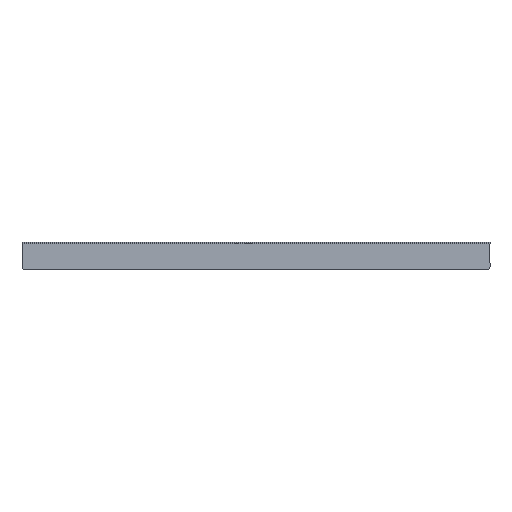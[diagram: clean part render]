
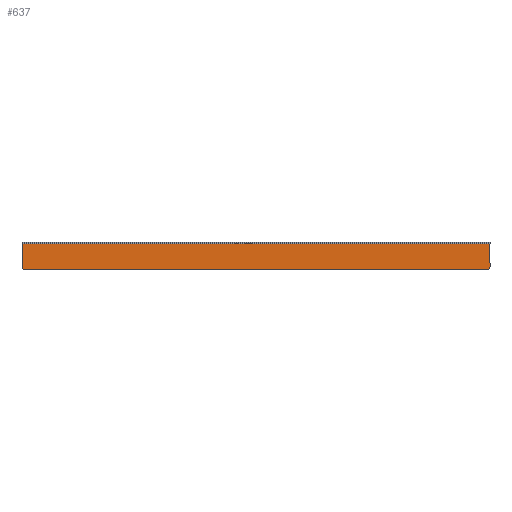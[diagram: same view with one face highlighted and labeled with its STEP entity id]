
A CAD part, front view. The second image highlights one B-rep face of the part: STEP entity #637.
In plain terms, the highlighted planar face has unit normal (0, -1, 0).
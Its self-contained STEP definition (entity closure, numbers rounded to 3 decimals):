
#17 = CARTESIAN_POINT ( 'NONE',  ( 222.5, 11.25, -25. ) ) ;
#22 = CARTESIAN_POINT ( 'NONE',  ( -219.5, 11.25, -22. ) ) ;
#23 = DIRECTION ( 'NONE',  ( 0., 0., -1. ) ) ;
#26 = DIRECTION ( 'NONE',  ( 0., -1., 0. ) ) ;
#36 = DIRECTION ( 'NONE',  ( 0., 0., -1. ) ) ;
#42 = DIRECTION ( 'NONE',  ( -1., 0., 0. ) ) ;
#47 = CARTESIAN_POINT ( 'NONE',  ( -222.5, 11.25, -25. ) ) ;
#52 = PLANE ( 'NONE',  #562 ) ;
#56 = CARTESIAN_POINT ( 'NONE',  ( 222.5, 11.25, 0. ) ) ;
#60 = DIRECTION ( 'NONE',  ( 0., 0., -1. ) ) ;
#66 = DIRECTION ( 'NONE',  ( 0., -1., 0. ) ) ;
#131 = VERTEX_POINT ( 'NONE', #261 ) ;
#132 = CARTESIAN_POINT ( 'NONE',  ( 219.5, 11.25, -25. ) ) ;
#134 = VERTEX_POINT ( 'NONE', #132 ) ;
#135 = VERTEX_POINT ( 'NONE', #167 ) ;
#137 = VERTEX_POINT ( 'NONE', #162 ) ;
#147 = VERTEX_POINT ( 'NONE', #166 ) ;
#162 = CARTESIAN_POINT ( 'NONE',  ( -222.5, 11.25, -0.1 ) ) ;
#166 = CARTESIAN_POINT ( 'NONE',  ( 222.5, 11.25, -22. ) ) ;
#167 = CARTESIAN_POINT ( 'NONE',  ( 222.5, 11.25, -0.1 ) ) ;
#177 = CARTESIAN_POINT ( 'NONE',  ( -219.5, 11.25, -25. ) ) ;
#187 = DIRECTION ( 'NONE',  ( 1., 0., 0. ) ) ;
#190 = CARTESIAN_POINT ( 'NONE',  ( -222.5, 11.25, -0.1 ) ) ;
#191 = CARTESIAN_POINT ( 'NONE',  ( 219.5, 11.25, -22. ) ) ;
#194 = DIRECTION ( 'NONE',  ( 0., -1., 0. ) ) ;
#197 = CARTESIAN_POINT ( 'NONE',  ( -222.5, 11.25, 0. ) ) ;
#203 = DIRECTION ( 'NONE',  ( 0., 0., 1. ) ) ;
#209 = DIRECTION ( 'NONE',  ( 0., 0., -1. ) ) ;
#260 = VERTEX_POINT ( 'NONE', #177 ) ;
#261 = CARTESIAN_POINT ( 'NONE',  ( -222.5, 11.25, -22. ) ) ;
#265 = FACE_OUTER_BOUND ( 'NONE', #451, .T. ) ;
#288 = VECTOR ( 'NONE', #203, 1000. ) ;
#290 = VECTOR ( 'NONE', #187, 1000. ) ;
#310 = LINE ( 'NONE', #197, #288 ) ;
#318 = VECTOR ( 'NONE', #23, 1000. ) ;
#349 = CIRCLE ( 'NONE', #567, 3. ) ;
#365 = LINE ( 'NONE', #17, #318 ) ;
#375 = CIRCLE ( 'NONE', #591, 3. ) ;
#385 = LINE ( 'NONE', #47, #386 ) ;
#386 = VECTOR ( 'NONE', #42, 1000. ) ;
#409 = LINE ( 'NONE', #190, #290 ) ;
#417 = ORIENTED_EDGE ( 'NONE', *, *, #595, .F. ) ;
#418 = ORIENTED_EDGE ( 'NONE', *, *, #574, .T. ) ;
#433 = ORIENTED_EDGE ( 'NONE', *, *, #623, .F. ) ;
#436 = ORIENTED_EDGE ( 'NONE', *, *, #626, .T. ) ;
#451 = EDGE_LOOP ( 'NONE', ( #507, #418, #433, #496, #417, #436 ) ) ;
#496 = ORIENTED_EDGE ( 'NONE', *, *, #572, .F. ) ;
#507 = ORIENTED_EDGE ( 'NONE', *, *, #631, .F. ) ;
#562 = AXIS2_PLACEMENT_3D ( 'NONE', #56, #66, #60 ) ;
#567 = AXIS2_PLACEMENT_3D ( 'NONE', #191, #194, #209 ) ;
#572 = EDGE_CURVE ( 'NONE', #137, #135, #409, .T. ) ;
#574 = EDGE_CURVE ( 'NONE', #134, #147, #349, .T. ) ;
#591 = AXIS2_PLACEMENT_3D ( 'NONE', #22, #26, #36 ) ;
#595 = EDGE_CURVE ( 'NONE', #131, #137, #310, .T. ) ;
#623 = EDGE_CURVE ( 'NONE', #135, #147, #365, .T. ) ;
#626 = EDGE_CURVE ( 'NONE', #131, #260, #375, .T. ) ;
#631 = EDGE_CURVE ( 'NONE', #134, #260, #385, .T. ) ;
#637 = ADVANCED_FACE ( 'NONE', ( #265 ), #52, .T. ) ;
